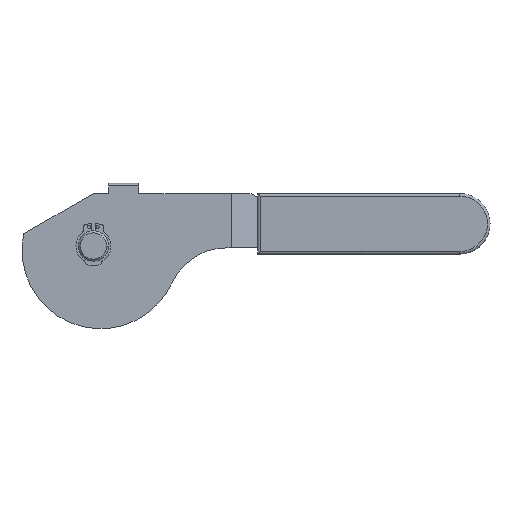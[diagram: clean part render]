
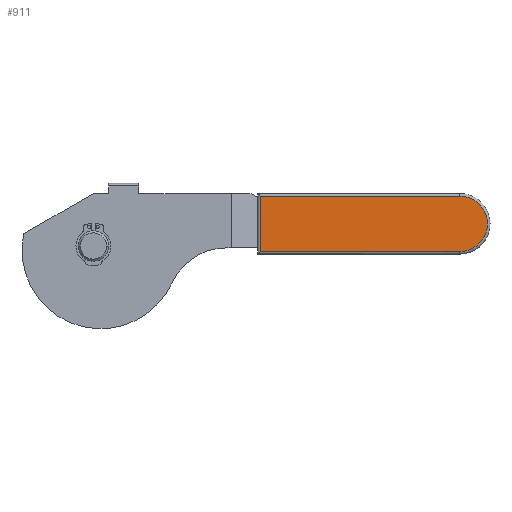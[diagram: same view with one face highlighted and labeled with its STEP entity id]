
A CAD part, front view. The second image highlights one B-rep face of the part: STEP entity #911.
In plain terms, the highlighted planar face has unit normal (0, -1, 0).
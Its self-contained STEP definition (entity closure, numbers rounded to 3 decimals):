
#621=VERTEX_POINT('',#1831);
#867=EDGE_CURVE('',#1459,#1145,#2097,.T.);
#911=ADVANCED_FACE('',(#2143),#2144,.F.);
#935=EDGE_CURVE('',#1103,#621,#2171,.T.);
#1103=VERTEX_POINT('',#2363);
#1145=VERTEX_POINT('',#2412);
#1311=EDGE_CURVE('',#1459,#1103,#2598,.T.);
#1429=EDGE_CURVE('',#1145,#621,#2724,.T.);
#1459=VERTEX_POINT('',#2758);
#1831=CARTESIAN_POINT('',(66.0,-6.0,19.785));
#2097=CIRCLE('',#3514,11.0);
#2143=FACE_OUTER_BOUND('',#3572,.T.);
#2144=PLANE('',#3573);
#2171=LINE('',#3603,#3604);
#2363=CARTESIAN_POINT('',(66.0,-6.0,-2.215));
#2412=CARTESIAN_POINT('',(145.0,-6.,19.785));
#2598=LINE('',#4171,#4172);
#2724=LINE('',#4349,#4350);
#2758=CARTESIAN_POINT('',(145.0,-6.,-2.215));
#3514=AXIS2_PLACEMENT_3D('',#5218,#5219,#5220);
#3572=EDGE_LOOP('',(#5261,#5262,#5263,#5264));
#3573=AXIS2_PLACEMENT_3D('',#5265,#5266,#5267);
#3603=CARTESIAN_POINT('',(66.0,-6.0,21.001));
#3604=VECTOR('',#5291,1.0);
#4171=CARTESIAN_POINT('',(65.0,-6.,-2.215));
#4172=VECTOR('',#5900,1.0);
#4349=CARTESIAN_POINT('',(65.0,-6.,19.785));
#4350=VECTOR('',#6016,1.0);
#5218=CARTESIAN_POINT('',(145.0,-6.,8.785));
#5219=DIRECTION('',(0.0,-1.0,0.0));
#5220=DIRECTION('',(0.0,0.0,1.0));
#5261=ORIENTED_EDGE('',*,*,#867,.T.);
#5262=ORIENTED_EDGE('',*,*,#1429,.T.);
#5263=ORIENTED_EDGE('',*,*,#935,.F.);
#5264=ORIENTED_EDGE('',*,*,#1311,.F.);
#5265=CARTESIAN_POINT('',(156.0,-6.,21.001));
#5266=DIRECTION('',(0.0,1.0,0.0));
#5267=DIRECTION('',(0.0,0.0,1.0));
#5291=DIRECTION('',(0.0,0.0,1.0));
#5900=DIRECTION('',(-1.0,0.0,0.0));
#6016=DIRECTION('',(-1.0,0.0,0.0));
